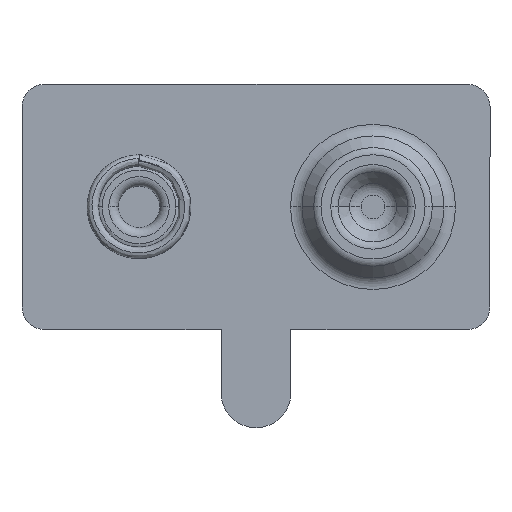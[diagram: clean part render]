
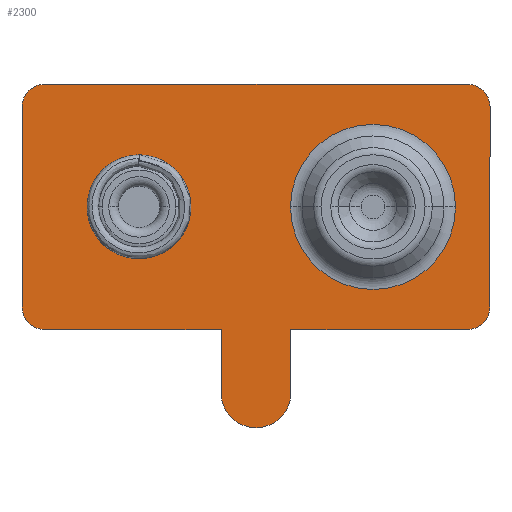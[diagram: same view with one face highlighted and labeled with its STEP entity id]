
A CAD part, top view. The second image highlights one B-rep face of the part: STEP entity #2300.
In plain terms, the highlighted planar face has unit normal (0, 0, 1).
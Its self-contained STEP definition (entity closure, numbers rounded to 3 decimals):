
#6 = EDGE_LOOP ( 'NONE', ( #305, #95 ) ) ;
#13 = CARTESIAN_POINT ( 'NONE',  ( 1.827, 11.7, 0.3 ) ) ;
#59 = VECTOR ( 'NONE', #542, 1000. ) ;
#76 = DIRECTION ( 'NONE',  ( 1., 0., 0. ) ) ;
#83 = VERTEX_POINT ( 'NONE', #112 ) ;
#95 = ORIENTED_EDGE ( 'NONE', *, *, #1826, .T. ) ;
#99 = CIRCLE ( 'NONE', #3423, 2.445 ) ;
#110 = VECTOR ( 'NONE', #1142, 1000. ) ;
#112 = CARTESIAN_POINT ( 'NONE',  ( -3.755, 11.7, 0.3 ) ) ;
#116 = ORIENTED_EDGE ( 'NONE', *, *, #1361, .T. ) ;
#167 = EDGE_CURVE ( 'NONE', #2772, #83, #2714, .T. ) ;
#169 = CARTESIAN_POINT ( 'NONE',  ( 1.85, 5.2, 0.3 ) ) ;
#181 = CARTESIAN_POINT ( 'NONE',  ( 11.2, 6.4, 0.3 ) ) ;
#296 = AXIS2_PLACEMENT_3D ( 'NONE', #2854, #1748, #1699 ) ;
#305 = ORIENTED_EDGE ( 'NONE', *, *, #940, .T. ) ;
#358 = ORIENTED_EDGE ( 'NONE', *, *, #1560, .T. ) ;
#373 = FACE_BOUND ( 'NONE', #6, .T. ) ;
#377 = CIRCLE ( 'NONE', #296, 1.2 ) ;
#398 = DIRECTION ( 'NONE',  ( 0., 0., 1. ) ) ;
#442 = VERTEX_POINT ( 'NONE', #2860 ) ;
#447 = CARTESIAN_POINT ( 'NONE',  ( -6.2, 11.7, 0.3 ) ) ;
#517 = DIRECTION ( 'NONE',  ( 1., 0., 0. ) ) ;
#542 = DIRECTION ( 'NONE',  ( 0., -1., 0. ) ) ;
#556 = CARTESIAN_POINT ( 'NONE',  ( -1.85, 5.2, 0.3 ) ) ;
#567 = CARTESIAN_POINT ( 'NONE',  ( 12.4, 17., 0.3 ) ) ;
#605 = AXIS2_PLACEMENT_3D ( 'NONE', #1842, #398, #2966 ) ;
#688 = LINE ( 'NONE', #2121, #1132 ) ;
#781 = CARTESIAN_POINT ( 'NONE',  ( 1.85, 1.85, 0.3 ) ) ;
#810 = DIRECTION ( 'NONE',  ( 0., 0., 1. ) ) ;
#821 = VECTOR ( 'NONE', #2349, 1000. ) ;
#875 = LINE ( 'NONE', #567, #110 ) ;
#920 = AXIS2_PLACEMENT_3D ( 'NONE', #3047, #1923, #1304 ) ;
#940 = EDGE_CURVE ( 'NONE', #2363, #1887, #1497, .T. ) ;
#948 = AXIS2_PLACEMENT_3D ( 'NONE', #181, #1890, #3012 ) ;
#961 = EDGE_CURVE ( 'NONE', #1829, #442, #3660, .T. ) ;
#964 = VERTEX_POINT ( 'NONE', #1696 ) ;
#1001 = AXIS2_PLACEMENT_3D ( 'NONE', #3672, #2263, #517 ) ;
#1057 = DIRECTION ( 'NONE',  ( 1., 0., 0. ) ) ;
#1085 = DIRECTION ( 'NONE',  ( 1., 0., 0. ) ) ;
#1132 = VECTOR ( 'NONE', #2508, 1000. ) ;
#1136 = LINE ( 'NONE', #3685, #3334 ) ;
#1142 = DIRECTION ( 'NONE',  ( 0., 1., 0. ) ) ;
#1145 = CARTESIAN_POINT ( 'NONE',  ( -8.645, 11.7, 0.3 ) ) ;
#1165 = ORIENTED_EDGE ( 'NONE', *, *, #961, .T. ) ;
#1222 = LINE ( 'NONE', #3609, #3429 ) ;
#1279 = AXIS2_PLACEMENT_3D ( 'NONE', #3076, #810, #2805 ) ;
#1304 = DIRECTION ( 'NONE',  ( 1., 0., 0. ) ) ;
#1324 = PLANE ( 'NONE',  #948 ) ;
#1343 = EDGE_LOOP ( 'NONE', ( #2438, #1165, #2603, #358, #3226, #3714, #116, #2595, #2869, #3167, #2256, #2068 ) ) ;
#1348 = VERTEX_POINT ( 'NONE', #1367 ) ;
#1356 = LINE ( 'NONE', #1665, #59 ) ;
#1361 = EDGE_CURVE ( 'NONE', #3677, #964, #1136, .T. ) ;
#1367 = CARTESIAN_POINT ( 'NONE',  ( 11.2, 18.2, 0.3 ) ) ;
#1370 = DIRECTION ( 'NONE',  ( 1., 0., 0. ) ) ;
#1387 = EDGE_CURVE ( 'NONE', #3389, #3628, #1356, .T. ) ;
#1424 = ORIENTED_EDGE ( 'NONE', *, *, #3140, .F. ) ;
#1465 = DIRECTION ( 'NONE',  ( 0., 0., 1. ) ) ;
#1497 = CIRCLE ( 'NONE', #920, 4.373 ) ;
#1515 = CARTESIAN_POINT ( 'NONE',  ( 0., 1.85, 0.3 ) ) ;
#1536 = EDGE_CURVE ( 'NONE', #442, #3504, #875, .T. ) ;
#1560 = EDGE_CURVE ( 'NONE', #3504, #1348, #377, .T. ) ;
#1580 = LINE ( 'NONE', #2590, #821 ) ;
#1588 = EDGE_CURVE ( 'NONE', #3628, #2483, #3377, .T. ) ;
#1665 = CARTESIAN_POINT ( 'NONE',  ( -1.85, 1.85, 0.3 ) ) ;
#1696 = CARTESIAN_POINT ( 'NONE',  ( -12.4, 6.4, 0.3 ) ) ;
#1699 = DIRECTION ( 'NONE',  ( -1., 0., 0. ) ) ;
#1715 = AXIS2_PLACEMENT_3D ( 'NONE', #3162, #2835, #2859 ) ;
#1748 = DIRECTION ( 'NONE',  ( 0., 0., 1. ) ) ;
#1826 = EDGE_CURVE ( 'NONE', #1887, #2363, #2001, .T. ) ;
#1829 = VERTEX_POINT ( 'NONE', #2568 ) ;
#1835 = AXIS2_PLACEMENT_3D ( 'NONE', #1962, #2264, #1085 ) ;
#1842 = CARTESIAN_POINT ( 'NONE',  ( -6.2, 11.7, 0.3 ) ) ;
#1887 = VERTEX_POINT ( 'NONE', #13 ) ;
#1890 = DIRECTION ( 'NONE',  ( 0., 0., 1. ) ) ;
#1898 = FACE_BOUND ( 'NONE', #3665, .T. ) ;
#1923 = DIRECTION ( 'NONE',  ( 0., 0., -1. ) ) ;
#1932 = DIRECTION ( 'NONE',  ( 0., 1., 0. ) ) ;
#1962 = CARTESIAN_POINT ( 'NONE',  ( -11.2, 17., 0.3 ) ) ;
#2000 = CARTESIAN_POINT ( 'NONE',  ( -11.2, 5.2, 0.3 ) ) ;
#2001 = CIRCLE ( 'NONE', #1715, 4.373 ) ;
#2035 = CARTESIAN_POINT ( 'NONE',  ( 12.4, 17., 0.3 ) ) ;
#2063 = CARTESIAN_POINT ( 'NONE',  ( -12.4, 17., 0.3 ) ) ;
#2068 = ORIENTED_EDGE ( 'NONE', *, *, #2283, .T. ) ;
#2121 = CARTESIAN_POINT ( 'NONE',  ( -11.2, 5.2, 0.3 ) ) ;
#2213 = CARTESIAN_POINT ( 'NONE',  ( 10.573, 11.7, 0.3 ) ) ;
#2238 = EDGE_CURVE ( 'NONE', #2601, #3389, #688, .T. ) ;
#2256 = ORIENTED_EDGE ( 'NONE', *, *, #1588, .T. ) ;
#2263 = DIRECTION ( 'NONE',  ( 0., 0., 1. ) ) ;
#2264 = DIRECTION ( 'NONE',  ( 0., 0., 1. ) ) ;
#2283 = EDGE_CURVE ( 'NONE', #2483, #3127, #1222, .T. ) ;
#2300 = ADVANCED_FACE ( 'NONE', ( #1898, #373, #3516 ), #1324, .T. ) ;
#2349 = DIRECTION ( 'NONE',  ( -1., 0., 0. ) ) ;
#2363 = VERTEX_POINT ( 'NONE', #2213 ) ;
#2438 = ORIENTED_EDGE ( 'NONE', *, *, #2504, .T. ) ;
#2453 = CIRCLE ( 'NONE', #1001, 1.2 ) ;
#2456 = LINE ( 'NONE', #3097, #3143 ) ;
#2483 = VERTEX_POINT ( 'NONE', #781 ) ;
#2504 = EDGE_CURVE ( 'NONE', #3127, #1829, #2456, .T. ) ;
#2508 = DIRECTION ( 'NONE',  ( 1., 0., 0. ) ) ;
#2546 = VERTEX_POINT ( 'NONE', #2552 ) ;
#2549 = EDGE_CURVE ( 'NONE', #2546, #3677, #3002, .T. ) ;
#2552 = CARTESIAN_POINT ( 'NONE',  ( -11.2, 18.2, 0.3 ) ) ;
#2568 = CARTESIAN_POINT ( 'NONE',  ( 11.2, 5.2, 0.3 ) ) ;
#2590 = CARTESIAN_POINT ( 'NONE',  ( -11.2, 18.2, 0.3 ) ) ;
#2595 = ORIENTED_EDGE ( 'NONE', *, *, #3407, .T. ) ;
#2601 = VERTEX_POINT ( 'NONE', #2000 ) ;
#2603 = ORIENTED_EDGE ( 'NONE', *, *, #1536, .T. ) ;
#2671 = AXIS2_PLACEMENT_3D ( 'NONE', #1515, #1465, #76 ) ;
#2714 = CIRCLE ( 'NONE', #605, 2.445 ) ;
#2772 = VERTEX_POINT ( 'NONE', #1145 ) ;
#2805 = DIRECTION ( 'NONE',  ( 1., 0., 0. ) ) ;
#2835 = DIRECTION ( 'NONE',  ( 0., 0., -1. ) ) ;
#2854 = CARTESIAN_POINT ( 'NONE',  ( 11.2, 17., 0.3 ) ) ;
#2859 = DIRECTION ( 'NONE',  ( 1., 0., 0. ) ) ;
#2860 = CARTESIAN_POINT ( 'NONE',  ( 12.4, 6.4, 0.3 ) ) ;
#2869 = ORIENTED_EDGE ( 'NONE', *, *, #2238, .T. ) ;
#2906 = ORIENTED_EDGE ( 'NONE', *, *, #167, .F. ) ;
#2966 = DIRECTION ( 'NONE',  ( 1., 0., 0. ) ) ;
#3002 = CIRCLE ( 'NONE', #1835, 1.2 ) ;
#3012 = DIRECTION ( 'NONE',  ( 1., 0., 0. ) ) ;
#3025 = DIRECTION ( 'NONE',  ( 0., 0., 1. ) ) ;
#3047 = CARTESIAN_POINT ( 'NONE',  ( 6.2, 11.7, 0.3 ) ) ;
#3076 = CARTESIAN_POINT ( 'NONE',  ( 11.2, 6.4, 0.3 ) ) ;
#3097 = CARTESIAN_POINT ( 'NONE',  ( 1.85, 5.2, 0.3 ) ) ;
#3127 = VERTEX_POINT ( 'NONE', #169 ) ;
#3140 = EDGE_CURVE ( 'NONE', #83, #2772, #99, .T. ) ;
#3143 = VECTOR ( 'NONE', #1370, 1000. ) ;
#3162 = CARTESIAN_POINT ( 'NONE',  ( 6.2, 11.7, 0.3 ) ) ;
#3167 = ORIENTED_EDGE ( 'NONE', *, *, #1387, .T. ) ;
#3169 = CARTESIAN_POINT ( 'NONE',  ( -1.85, 1.85, 0.3 ) ) ;
#3226 = ORIENTED_EDGE ( 'NONE', *, *, #3584, .T. ) ;
#3334 = VECTOR ( 'NONE', #3375, 1000. ) ;
#3375 = DIRECTION ( 'NONE',  ( 0., -1., 0. ) ) ;
#3377 = CIRCLE ( 'NONE', #2671, 1.85 ) ;
#3389 = VERTEX_POINT ( 'NONE', #556 ) ;
#3407 = EDGE_CURVE ( 'NONE', #964, #2601, #2453, .T. ) ;
#3423 = AXIS2_PLACEMENT_3D ( 'NONE', #447, #3025, #1057 ) ;
#3429 = VECTOR ( 'NONE', #1932, 1000. ) ;
#3504 = VERTEX_POINT ( 'NONE', #2035 ) ;
#3516 = FACE_OUTER_BOUND ( 'NONE', #1343, .T. ) ;
#3584 = EDGE_CURVE ( 'NONE', #1348, #2546, #1580, .T. ) ;
#3609 = CARTESIAN_POINT ( 'NONE',  ( 1.85, 1.85, 0.3 ) ) ;
#3628 = VERTEX_POINT ( 'NONE', #3169 ) ;
#3660 = CIRCLE ( 'NONE', #1279, 1.2 ) ;
#3665 = EDGE_LOOP ( 'NONE', ( #2906, #1424 ) ) ;
#3672 = CARTESIAN_POINT ( 'NONE',  ( -11.2, 6.4, 0.3 ) ) ;
#3677 = VERTEX_POINT ( 'NONE', #2063 ) ;
#3685 = CARTESIAN_POINT ( 'NONE',  ( -12.4, 17., 0.3 ) ) ;
#3714 = ORIENTED_EDGE ( 'NONE', *, *, #2549, .T. ) ;
